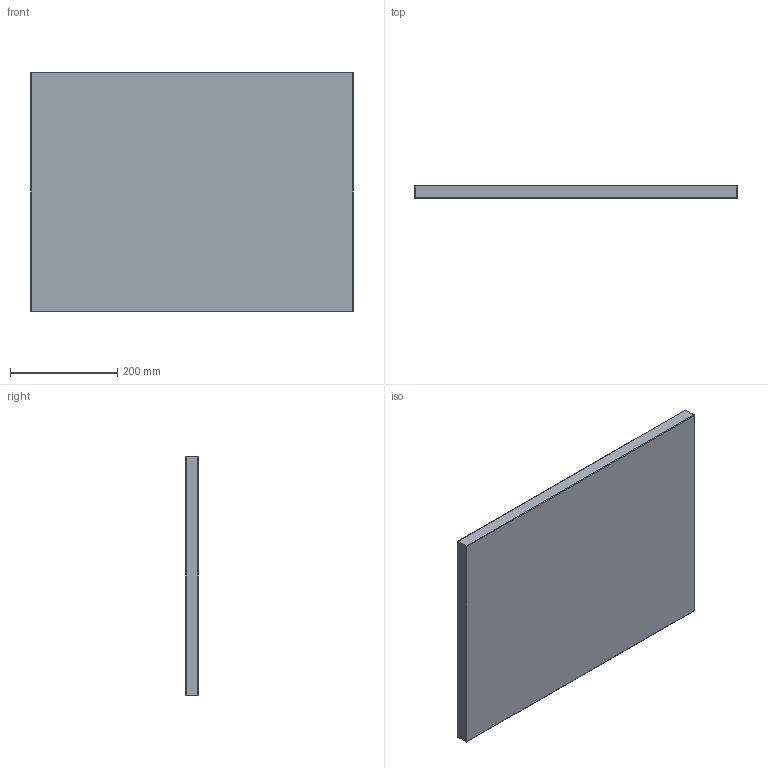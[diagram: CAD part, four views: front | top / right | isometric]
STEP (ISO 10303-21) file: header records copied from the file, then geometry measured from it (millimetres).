
FILE_DESCRIPTION (( 'STEP AP214' ), '1' );
FILE_NAME ('AU060T_STEP_V10421.STEP', '2021-04-27T14:44:15', ( '' ), ( '' ), 'SwSTEP 2.0', 'SolidWorks 2019', '' );
FILE_SCHEMA (( 'AUTOMOTIVE_DESIGN' ));
Length unit declared in the file: millimetre
Products named in the file (1): AU060T_STEP_V10421
Bounding box: 602 x 24 x 448 mm (x, y, z)
Volume: 6471783.4 mm3; surface area: 587947 mm2
Topology: 1 solids, 1 shells, 26 faces, 56 edges, 24 vertices
Faces by surface type: cylinder 12, sphere 8, plane 6
Entity records: 658 total; most frequent: DIRECTION 126, CARTESIAN_POINT 99, ORIENTED_EDGE 96, AXIS2_PLACEMENT_3D 51, EDGE_CURVE 48, EDGE_LOOP 26, FACE_OUTER_BOUND 26, ADVANCED_FACE 26
